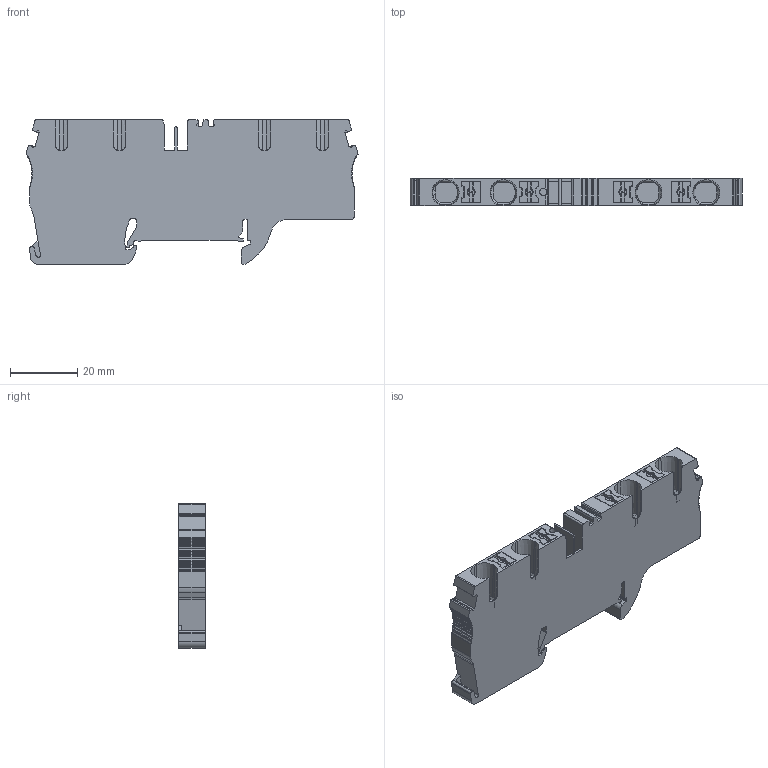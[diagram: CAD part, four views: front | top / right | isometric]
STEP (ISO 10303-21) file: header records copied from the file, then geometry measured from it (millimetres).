
FILE_DESCRIPTION(/* description */ ('Unknown'),/* implementation_level */ '2;1');
FILE_NAME(/* name */ 'PQ6-2X2_3D_Solid',/* time_stamp */ '2026-02-24T14:19:30+06:00',/* author */ ('Unknown'),/* organization */ ('Unknown'),/* preprocessor_version */ 'ST-DEVELOPER v16.7',/* originating_system */ 'Solid Edge',/* authorisation */ 'Unknown');
FILE_SCHEMA (('AUTOMOTIVE_DESIGN {1 0 10303 214 3 1 1}'));
Length unit declared in the file: millimetre
Products named in the file (1): PQ6-2X2_3D_Solid
Bounding box: 98.64 x 8 x 42.9 mm (x, y, z)
Volume: 24385.9 mm3; surface area: 12738 mm2
Topology: 1 solids, 1 shells, 648 faces, 1841 edges, 1207 vertices
Faces by surface type: plane 378, cylinder 206, bspline 32, cone 24, torus 8
Full cylindrical faces by diameter (mm): 2.15 x1
Entity records: 26378 total; most frequent: CARTESIAN_POINT 4818, ORIENTED_EDGE 3678, DIRECTION 3455, EDGE_CURVE 1839, LINE 1263, VECTOR 1263, VERTEX_POINT 1206, AXIS2_PLACEMENT_3D 1096
